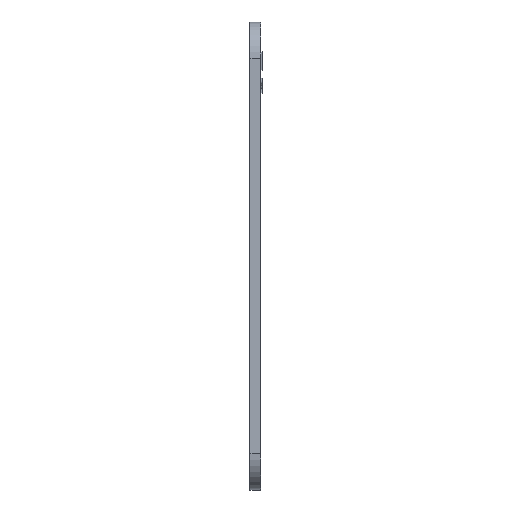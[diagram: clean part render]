
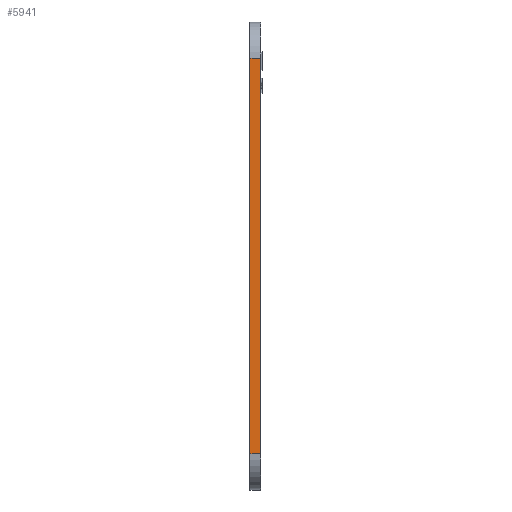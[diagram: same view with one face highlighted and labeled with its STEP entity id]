
A CAD part, left-side view. The second image highlights one B-rep face of the part: STEP entity #5941.
In plain terms, the highlighted planar face has unit normal (-1, 0, 0).
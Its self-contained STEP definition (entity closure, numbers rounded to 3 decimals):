
#637=FACE_OUTER_BOUND('',#991,.T.);
#991=EDGE_LOOP('',(#4242,#4243,#4244,#4245));
#1346=LINE('',#7499,#1886);
#1453=LINE('',#8536,#1993);
#1454=LINE('',#8539,#1994);
#1455=LINE('',#8540,#1995);
#1886=VECTOR('',#6530,10.);
#1993=VECTOR('',#6683,10.);
#1994=VECTOR('',#6686,10.);
#1995=VECTOR('',#6687,10.);
#2424=VERTEX_POINT('',#7496);
#2425=VERTEX_POINT('',#7498);
#2681=VERTEX_POINT('',#8532);
#2683=VERTEX_POINT('',#8538);
#3046=EDGE_CURVE('',#2424,#2425,#1346,.T.);
#3305=EDGE_CURVE('',#2425,#2681,#1453,.T.);
#3306=EDGE_CURVE('',#2683,#2424,#1454,.T.);
#3307=EDGE_CURVE('',#2681,#2683,#1455,.T.);
#4242=ORIENTED_EDGE('',*,*,#3305,.F.);
#4243=ORIENTED_EDGE('',*,*,#3046,.F.);
#4244=ORIENTED_EDGE('',*,*,#3306,.F.);
#4245=ORIENTED_EDGE('',*,*,#3307,.F.);
#5801=PLANE('',#6311);
#5941=ADVANCED_FACE('',(#637),#5801,.T.);
#6311=AXIS2_PLACEMENT_3D('',#8537,#6684,#6685);
#6530=DIRECTION('',(0.,0.,-1.));
#6683=DIRECTION('',(0.,1.,0.));
#6684=DIRECTION('center_axis',(-1.,0.,0.));
#6685=DIRECTION('ref_axis',(0.,0.,1.));
#6686=DIRECTION('',(0.,-1.,0.));
#6687=DIRECTION('',(0.,0.,1.));
#7496=CARTESIAN_POINT('',(-11.896,0.,44.796));
#7498=CARTESIAN_POINT('',(-11.896,0.,-9.791));
#7499=CARTESIAN_POINT('',(-11.896,0.,49.796));
#8532=CARTESIAN_POINT('',(-11.896,1.5,-9.791));
#8536=CARTESIAN_POINT('',(-11.896,0.,-9.791));
#8537=CARTESIAN_POINT('Origin',(-11.896,0.,-14.791));
#8538=CARTESIAN_POINT('',(-11.896,1.5,44.796));
#8539=CARTESIAN_POINT('',(-11.896,0.,44.796));
#8540=CARTESIAN_POINT('',(-11.896,1.5,49.796));
